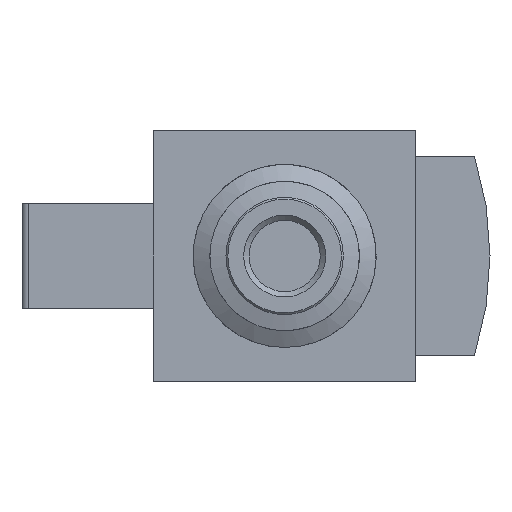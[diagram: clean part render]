
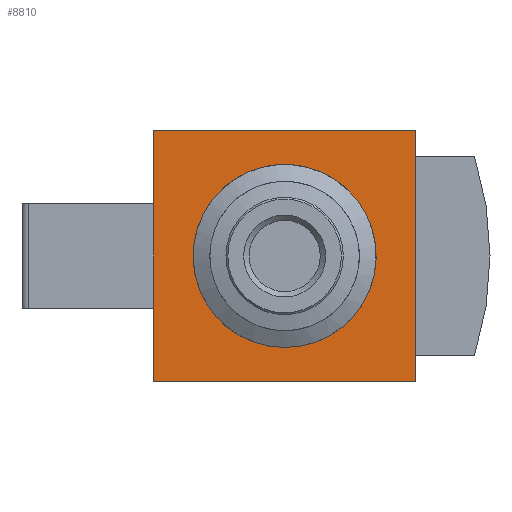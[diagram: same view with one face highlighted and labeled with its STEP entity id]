
A CAD part, front view. The second image highlights one B-rep face of the part: STEP entity #8810.
In plain terms, the highlighted planar face has unit normal (0, -1, 0).
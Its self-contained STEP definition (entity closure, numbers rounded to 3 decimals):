
#148=PLANE('',#9286);
#378=LINE('',#11548,#1068);
#485=LINE('',#11772,#1175);
#500=LINE('',#11810,#1190);
#594=LINE('',#12294,#1284);
#1068=VECTOR('',#9694,1000.);
#1175=VECTOR('',#9867,1000.);
#1190=VECTOR('',#9896,1000.);
#1284=VECTOR('',#10158,1000.);
#2440=ORIENTED_EDGE('',*,*,#4102,.F.);
#2441=ORIENTED_EDGE('',*,*,#3629,.F.);
#2442=ORIENTED_EDGE('',*,*,#3744,.F.);
#2443=ORIENTED_EDGE('',*,*,#3942,.F.);
#2444=ORIENTED_EDGE('',*,*,#3764,.F.);
#3629=EDGE_CURVE('',#4536,#4537,#378,.T.);
#3744=EDGE_CURVE('',#4620,#4536,#485,.T.);
#3764=EDGE_CURVE('',#4537,#4637,#500,.T.);
#3942=EDGE_CURVE('',#4637,#4620,#594,.T.);
#4102=EDGE_CURVE('',#4913,#4913,#5190,.F.);
#4536=VERTEX_POINT('',#11547);
#4537=VERTEX_POINT('',#11549);
#4620=VERTEX_POINT('',#11771);
#4637=VERTEX_POINT('',#11811);
#4913=VERTEX_POINT('',#12614);
#5190=CIRCLE('',#9287,14.7);
#5384=EDGE_LOOP('',(#2440));
#5385=EDGE_LOOP('',(#2441,#2442,#2443,#2444));
#5805=FACE_BOUND('',#5384,.T.);
#5806=FACE_BOUND('',#5385,.T.);
#8810=ADVANCED_FACE('',(#5805,#5806),#148,.F.);
#9286=AXIS2_PLACEMENT_3D('',#12612,#10422,#10423);
#9287=AXIS2_PLACEMENT_3D('',#12613,#10424,#10425);
#9694=DIRECTION('',(0.,0.,1.));
#9867=DIRECTION('',(-1.,0.,0.));
#9896=DIRECTION('',(1.,0.,0.));
#10158=DIRECTION('',(0.,0.,-1.));
#10422=DIRECTION('',(0.,1.,0.));
#10423=DIRECTION('',(0.,0.,1.));
#10424=DIRECTION('',(0.,1.,0.));
#10425=DIRECTION('',(0.,0.,1.));
#11547=CARTESIAN_POINT('',(-21.,-31.5,-20.1));
#11548=CARTESIAN_POINT('',(-21.,-31.5,-20.1));
#11549=CARTESIAN_POINT('',(-21.,-31.5,20.1));
#11771=CARTESIAN_POINT('',(21.,-31.5,-20.1));
#11772=CARTESIAN_POINT('',(21.,-31.5,-20.1));
#11810=CARTESIAN_POINT('',(-21.,-31.5,20.1));
#11811=CARTESIAN_POINT('',(21.,-31.5,20.1));
#12294=CARTESIAN_POINT('',(21.,-31.5,20.1));
#12612=CARTESIAN_POINT('',(0.,-31.5,0.));
#12613=CARTESIAN_POINT('',(0.,-31.5,0.));
#12614=CARTESIAN_POINT('',(0.,-31.5,14.7));
